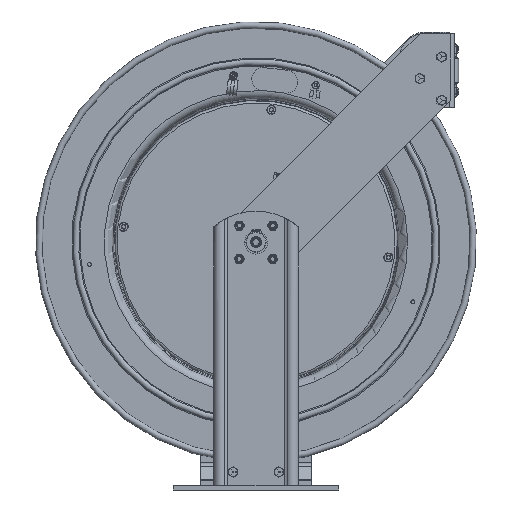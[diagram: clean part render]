
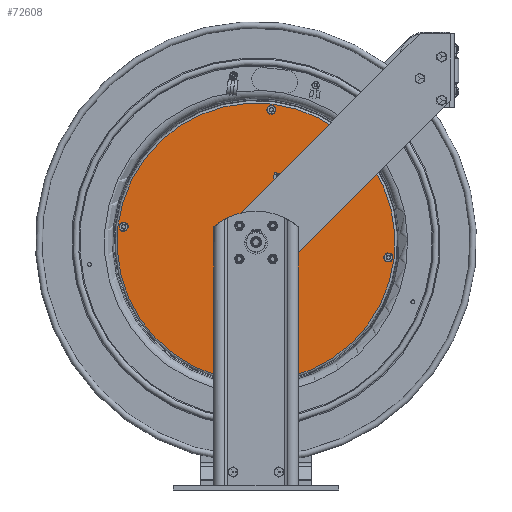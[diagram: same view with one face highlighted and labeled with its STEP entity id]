
A CAD part, front view. The second image highlights one B-rep face of the part: STEP entity #72608.
In plain terms, the highlighted planar face has unit normal (0, -1, 0).
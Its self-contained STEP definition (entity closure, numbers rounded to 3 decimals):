
#4650=FACE_BOUND('',#10183,.T.);
#4651=FACE_BOUND('',#10184,.T.);
#4652=FACE_BOUND('',#10185,.T.);
#4653=FACE_BOUND('',#10186,.T.);
#4654=FACE_BOUND('',#10187,.T.);
#7023=FACE_OUTER_BOUND('',#10182,.T.);
#10182=EDGE_LOOP('',(#63045,#63046));
#10183=EDGE_LOOP('',(#63047));
#10184=EDGE_LOOP('',(#63048));
#10185=EDGE_LOOP('',(#63049));
#10186=EDGE_LOOP('',(#63050));
#10187=EDGE_LOOP('',(#63051));
#13165=CIRCLE('',#77969,7.565);
#13166=CIRCLE('',#77970,7.565);
#13167=CIRCLE('',#77971,0.655);
#13168=CIRCLE('',#77972,0.141);
#13169=CIRCLE('',#77973,0.141);
#13170=CIRCLE('',#77974,0.141);
#13171=CIRCLE('',#77975,0.141);
#34501=VERTEX_POINT('',#127544);
#34502=VERTEX_POINT('',#127545);
#34503=VERTEX_POINT('',#127548);
#34504=VERTEX_POINT('',#127550);
#34505=VERTEX_POINT('',#127552);
#34506=VERTEX_POINT('',#127554);
#34507=VERTEX_POINT('',#127556);
#46317=EDGE_CURVE('',#34501,#34502,#13165,.T.);
#46318=EDGE_CURVE('',#34502,#34501,#13166,.T.);
#46319=EDGE_CURVE('',#34503,#34503,#13167,.T.);
#46320=EDGE_CURVE('',#34504,#34504,#13168,.T.);
#46321=EDGE_CURVE('',#34505,#34505,#13169,.T.);
#46322=EDGE_CURVE('',#34506,#34506,#13170,.T.);
#46323=EDGE_CURVE('',#34507,#34507,#13171,.T.);
#63045=ORIENTED_EDGE('',*,*,#46317,.F.);
#63046=ORIENTED_EDGE('',*,*,#46318,.F.);
#63047=ORIENTED_EDGE('',*,*,#46319,.T.);
#63048=ORIENTED_EDGE('',*,*,#46320,.T.);
#63049=ORIENTED_EDGE('',*,*,#46321,.T.);
#63050=ORIENTED_EDGE('',*,*,#46322,.T.);
#63051=ORIENTED_EDGE('',*,*,#46323,.T.);
#67310=PLANE('',#77968);
#72608=ADVANCED_FACE('',(#7023,#4650,#4651,#4652,#4653,#4654),#67310,.T.);
#77968=AXIS2_PLACEMENT_3D('',#127543,#93049,#93050);
#77969=AXIS2_PLACEMENT_3D('',#127546,#93051,#93052);
#77970=AXIS2_PLACEMENT_3D('',#127547,#93053,#93054);
#77971=AXIS2_PLACEMENT_3D('',#127549,#93055,#93056);
#77972=AXIS2_PLACEMENT_3D('',#127551,#93057,#93058);
#77973=AXIS2_PLACEMENT_3D('',#127553,#93059,#93060);
#77974=AXIS2_PLACEMENT_3D('',#127555,#93061,#93062);
#77975=AXIS2_PLACEMENT_3D('',#127557,#93063,#93064);
#93049=DIRECTION('center_axis',(0.,-1.,0.));
#93050=DIRECTION('ref_axis',(-0.115,0.,-0.993));
#93051=DIRECTION('center_axis',(0.,1.,0.));
#93052=DIRECTION('ref_axis',(0.993,0.,-0.115));
#93053=DIRECTION('center_axis',(0.,1.,0.));
#93054=DIRECTION('ref_axis',(0.993,0.,-0.115));
#93055=DIRECTION('center_axis',(0.,1.,0.));
#93056=DIRECTION('ref_axis',(-0.993,0.,0.115));
#93057=DIRECTION('center_axis',(0.,1.,0.));
#93058=DIRECTION('ref_axis',(0.993,0.,-0.115));
#93059=DIRECTION('center_axis',(0.,1.,0.));
#93060=DIRECTION('ref_axis',(0.993,0.,-0.115));
#93061=DIRECTION('center_axis',(0.,1.,0.));
#93062=DIRECTION('ref_axis',(0.993,0.,-0.115));
#93063=DIRECTION('center_axis',(0.,1.,0.));
#93064=DIRECTION('ref_axis',(0.993,0.,-0.115));
#127543=CARTESIAN_POINT('Origin',(3.757,-1.43,13.055));
#127544=CARTESIAN_POINT('',(7.515,-1.43,12.62));
#127545=CARTESIAN_POINT('',(-0.87,-1.43,5.975));
#127546=CARTESIAN_POINT('Origin',(0.,-1.43,13.49));
#127547=CARTESIAN_POINT('Origin',(0.,-1.43,13.49));
#127548=CARTESIAN_POINT('',(0.651,-1.43,13.415));
#127549=CARTESIAN_POINT('Origin',(0.,-1.43,13.49));
#127550=CARTESIAN_POINT('',(-0.694,-1.43,6.272));
#127551=CARTESIAN_POINT('Origin',(-0.834,-1.43,6.288));
#127552=CARTESIAN_POINT('',(0.974,-1.43,20.676));
#127553=CARTESIAN_POINT('Origin',(0.834,-1.43,20.692));
#127554=CARTESIAN_POINT('',(-7.062,-1.43,14.308));
#127555=CARTESIAN_POINT('Origin',(-7.202,-1.43,14.324));
#127556=CARTESIAN_POINT('',(7.341,-1.43,12.64));
#127557=CARTESIAN_POINT('Origin',(7.202,-1.43,12.656));
